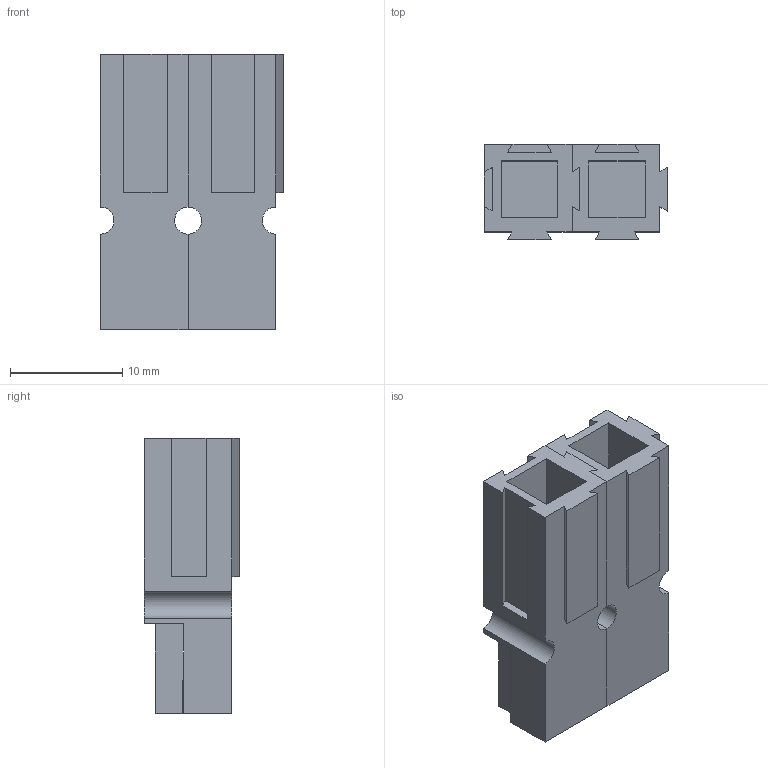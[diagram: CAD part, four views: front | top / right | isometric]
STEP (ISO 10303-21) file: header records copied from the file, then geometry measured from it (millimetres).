
FILE_DESCRIPTION(('FreeCAD Model'),'2;1');
FILE_NAME('Open CASCADE Shape Model','2022-02-13T17:24:51',('Author'),( ''),'Open CASCADE STEP processor 7.5','FreeCAD','Unknown');
FILE_SCHEMA(('AUTOMOTIVE_DESIGN { 1 0 10303 214 1 1 1 1 }'));
Length unit declared in the file: millimetre
Products named in the file (3): PPAssembly; pp_002; pp_001
Assembly tree (2 placements, depth 2):
  PPAssembly
    pp_002
    pp_001
Bounding box: 16.3 x 8.5 x 24.5 mm (x, y, z)
Volume: 1543.6 mm3; surface area: 2966.9 mm2
Topology: 2 solids, 2 shells, 94 faces, 252 edges, 168 vertices
Faces by surface type: bspline 90, revolution 4
Entity records: 6415 total; most frequent: CARTESIAN_POINT 1487, DIRECTION 770, LINE 744, VECTOR 744, ORIENTED_EDGE 504, PCURVE 504, DEFINITIONAL_REPRESENTATION 504, EDGE_CURVE 252
